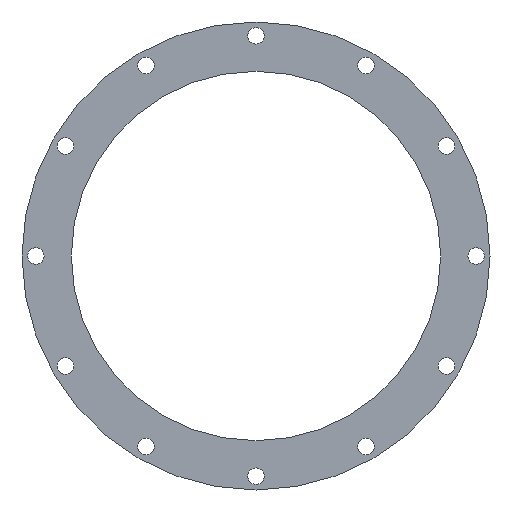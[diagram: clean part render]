
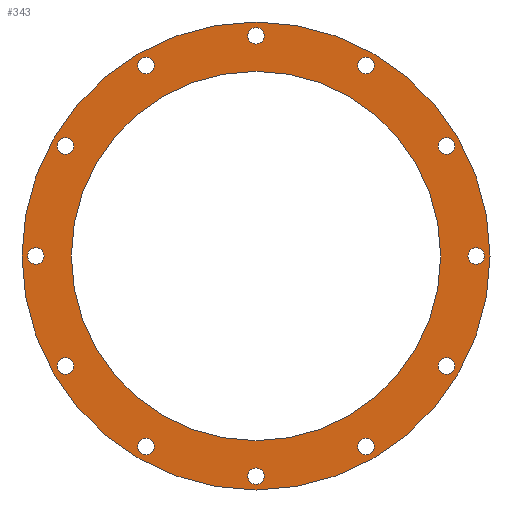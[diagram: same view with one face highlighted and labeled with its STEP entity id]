
A CAD part, front view. The second image highlights one B-rep face of the part: STEP entity #343.
In plain terms, the highlighted planar face has unit normal (0, -1, 0).
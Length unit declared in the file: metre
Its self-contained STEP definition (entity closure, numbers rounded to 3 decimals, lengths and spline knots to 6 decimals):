
#12=PLANE('',#384);
#23=ORIENTED_EDGE('',*,*,#91,.F.);
#24=ORIENTED_EDGE('',*,*,#92,.F.);
#25=ORIENTED_EDGE('',*,*,#93,.F.);
#26=ORIENTED_EDGE('',*,*,#94,.F.);
#27=ORIENTED_EDGE('',*,*,#95,.F.);
#28=ORIENTED_EDGE('',*,*,#96,.F.);
#29=ORIENTED_EDGE('',*,*,#97,.F.);
#30=ORIENTED_EDGE('',*,*,#98,.F.);
#31=ORIENTED_EDGE('',*,*,#99,.F.);
#32=ORIENTED_EDGE('',*,*,#100,.F.);
#33=ORIENTED_EDGE('',*,*,#101,.F.);
#34=ORIENTED_EDGE('',*,*,#102,.F.);
#35=ORIENTED_EDGE('',*,*,#87,.F.);
#36=ORIENTED_EDGE('',*,*,#89,.T.);
#87=EDGE_CURVE('',#121,#121,#155,.T.);
#89=EDGE_CURVE('',#123,#123,#157,.T.);
#91=EDGE_CURVE('',#125,#125,#159,.T.);
#92=EDGE_CURVE('',#126,#126,#160,.T.);
#93=EDGE_CURVE('',#127,#127,#161,.T.);
#94=EDGE_CURVE('',#128,#128,#162,.T.);
#95=EDGE_CURVE('',#129,#129,#163,.T.);
#96=EDGE_CURVE('',#130,#130,#164,.T.);
#97=EDGE_CURVE('',#131,#131,#165,.T.);
#98=EDGE_CURVE('',#132,#132,#166,.T.);
#99=EDGE_CURVE('',#133,#133,#167,.T.);
#100=EDGE_CURVE('',#134,#134,#168,.T.);
#101=EDGE_CURVE('',#135,#135,#169,.T.);
#102=EDGE_CURVE('',#136,#136,#170,.T.);
#121=VERTEX_POINT('',#553);
#123=VERTEX_POINT('',#558);
#125=VERTEX_POINT('',#563);
#126=VERTEX_POINT('',#565);
#127=VERTEX_POINT('',#567);
#128=VERTEX_POINT('',#569);
#129=VERTEX_POINT('',#571);
#130=VERTEX_POINT('',#573);
#131=VERTEX_POINT('',#575);
#132=VERTEX_POINT('',#577);
#133=VERTEX_POINT('',#579);
#134=VERTEX_POINT('',#581);
#135=VERTEX_POINT('',#583);
#136=VERTEX_POINT('',#585);
#155=CIRCLE('',#379,0.06255);
#157=CIRCLE('',#382,0.04935);
#159=CIRCLE('',#385,0.0022);
#160=CIRCLE('',#386,0.0022);
#161=CIRCLE('',#387,0.0022);
#162=CIRCLE('',#388,0.0022);
#163=CIRCLE('',#389,0.0022);
#164=CIRCLE('',#390,0.0022);
#165=CIRCLE('',#391,0.0022);
#166=CIRCLE('',#392,0.0022);
#167=CIRCLE('',#393,0.0022);
#168=CIRCLE('',#394,0.0022);
#169=CIRCLE('',#395,0.0022);
#170=CIRCLE('',#396,0.0022);
#193=EDGE_LOOP('',(#23));
#194=EDGE_LOOP('',(#24));
#195=EDGE_LOOP('',(#25));
#196=EDGE_LOOP('',(#26));
#197=EDGE_LOOP('',(#27));
#198=EDGE_LOOP('',(#28));
#199=EDGE_LOOP('',(#29));
#200=EDGE_LOOP('',(#30));
#201=EDGE_LOOP('',(#31));
#202=EDGE_LOOP('',(#32));
#203=EDGE_LOOP('',(#33));
#204=EDGE_LOOP('',(#34));
#205=EDGE_LOOP('',(#35));
#206=EDGE_LOOP('',(#36));
#261=FACE_BOUND('',#193,.T.);
#262=FACE_BOUND('',#194,.T.);
#263=FACE_BOUND('',#195,.T.);
#264=FACE_BOUND('',#196,.T.);
#265=FACE_BOUND('',#197,.T.);
#266=FACE_BOUND('',#198,.T.);
#267=FACE_BOUND('',#199,.T.);
#268=FACE_BOUND('',#200,.T.);
#269=FACE_BOUND('',#201,.T.);
#270=FACE_BOUND('',#202,.T.);
#271=FACE_BOUND('',#203,.T.);
#272=FACE_BOUND('',#204,.T.);
#273=FACE_BOUND('',#205,.T.);
#274=FACE_BOUND('',#206,.T.);
#343=ADVANCED_FACE('',(#261,#262,#263,#264,#265,#266,#267,#268,#269,#270,
#271,#272,#273,#274),#12,.F.);
#379=AXIS2_PLACEMENT_3D('',#552,#441,#442);
#382=AXIS2_PLACEMENT_3D('',#557,#447,#448);
#384=AXIS2_PLACEMENT_3D('',#561,#451,#452);
#385=AXIS2_PLACEMENT_3D('',#562,#453,#454);
#386=AXIS2_PLACEMENT_3D('',#564,#455,#456);
#387=AXIS2_PLACEMENT_3D('',#566,#457,#458);
#388=AXIS2_PLACEMENT_3D('',#568,#459,#460);
#389=AXIS2_PLACEMENT_3D('',#570,#461,#462);
#390=AXIS2_PLACEMENT_3D('',#572,#463,#464);
#391=AXIS2_PLACEMENT_3D('',#574,#465,#466);
#392=AXIS2_PLACEMENT_3D('',#576,#467,#468);
#393=AXIS2_PLACEMENT_3D('',#578,#469,#470);
#394=AXIS2_PLACEMENT_3D('',#580,#471,#472);
#395=AXIS2_PLACEMENT_3D('',#582,#473,#474);
#396=AXIS2_PLACEMENT_3D('',#584,#475,#476);
#441=DIRECTION('',(0.,1.,0.));
#442=DIRECTION('',(1.,0.,0.));
#447=DIRECTION('',(0.,1.,0.));
#448=DIRECTION('',(1.,0.,0.));
#451=DIRECTION('',(0.,1.,0.));
#452=DIRECTION('',(1.,0.,0.));
#453=DIRECTION('',(0.,-1.,0.));
#454=DIRECTION('',(-1.,0.,0.));
#455=DIRECTION('',(0.,-1.,0.));
#456=DIRECTION('',(-1.,0.,0.));
#457=DIRECTION('',(0.,-1.,0.));
#458=DIRECTION('',(-1.,0.,0.));
#459=DIRECTION('',(0.,-1.,0.));
#460=DIRECTION('',(-1.,0.,0.));
#461=DIRECTION('',(0.,-1.,0.));
#462=DIRECTION('',(-1.,0.,0.));
#463=DIRECTION('',(0.,-1.,0.));
#464=DIRECTION('',(-1.,0.,0.));
#465=DIRECTION('',(0.,-1.,0.));
#466=DIRECTION('',(-1.,0.,0.));
#467=DIRECTION('',(0.,-1.,0.));
#468=DIRECTION('',(-1.,0.,0.));
#469=DIRECTION('',(0.,-1.,0.));
#470=DIRECTION('',(-1.,0.,0.));
#471=DIRECTION('',(0.,-1.,0.));
#472=DIRECTION('',(-1.,0.,0.));
#473=DIRECTION('',(0.,-1.,0.));
#474=DIRECTION('',(-1.,0.,0.));
#475=DIRECTION('',(0.,-1.,0.));
#476=DIRECTION('',(-1.,0.,0.));
#552=CARTESIAN_POINT('',(0.,-0.0022,0.));
#553=CARTESIAN_POINT('',(0.06255,-0.0022,0.));
#557=CARTESIAN_POINT('',(0.,-0.0022,0.));
#558=CARTESIAN_POINT('',(0.04935,-0.0022,0.));
#561=CARTESIAN_POINT('',(0.,-0.0022,0.));
#562=CARTESIAN_POINT('',(0.029425,-0.0022,-0.050966));
#563=CARTESIAN_POINT('',(0.027225,-0.0022,-0.050966));
#564=CARTESIAN_POINT('',(0.,-0.0022,-0.05885));
#565=CARTESIAN_POINT('',(-0.0022,-0.0022,-0.05885));
#566=CARTESIAN_POINT('',(-0.029425,-0.0022,-0.050966));
#567=CARTESIAN_POINT('',(-0.031625,-0.0022,-0.050966));
#568=CARTESIAN_POINT('',(-0.050966,-0.0022,-0.029425));
#569=CARTESIAN_POINT('',(-0.053166,-0.0022,-0.029425));
#570=CARTESIAN_POINT('',(-0.05885,-0.0022,0.));
#571=CARTESIAN_POINT('',(-0.06105,-0.0022,0.));
#572=CARTESIAN_POINT('',(-0.050966,-0.0022,0.029425));
#573=CARTESIAN_POINT('',(-0.053166,-0.0022,0.029425));
#574=CARTESIAN_POINT('',(-0.029425,-0.0022,0.050966));
#575=CARTESIAN_POINT('',(-0.031625,-0.0022,0.050966));
#576=CARTESIAN_POINT('',(0.,-0.0022,0.05885));
#577=CARTESIAN_POINT('',(-0.0022,-0.0022,0.05885));
#578=CARTESIAN_POINT('',(0.029425,-0.0022,0.050966));
#579=CARTESIAN_POINT('',(0.027225,-0.0022,0.050966));
#580=CARTESIAN_POINT('',(0.050966,-0.0022,0.029425));
#581=CARTESIAN_POINT('',(0.048766,-0.0022,0.029425));
#582=CARTESIAN_POINT('',(0.05885,-0.0022,0.));
#583=CARTESIAN_POINT('',(0.05665,-0.0022,0.));
#584=CARTESIAN_POINT('',(0.050966,-0.0022,-0.029425));
#585=CARTESIAN_POINT('',(0.048766,-0.0022,-0.029425));
